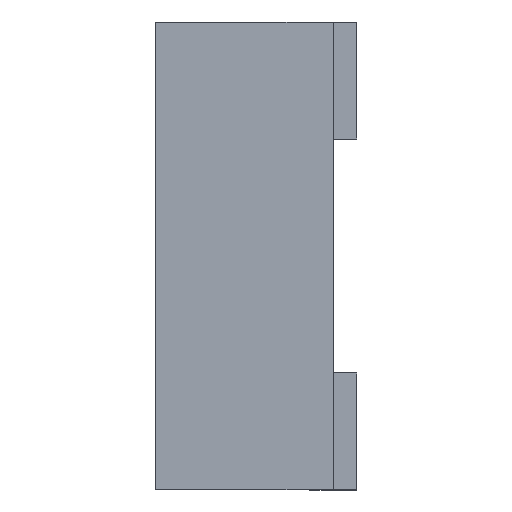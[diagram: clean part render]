
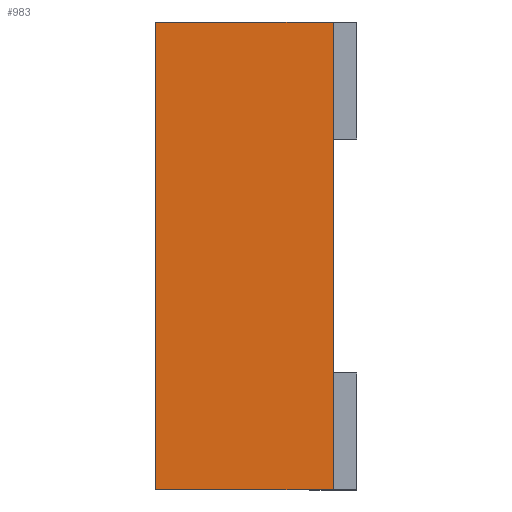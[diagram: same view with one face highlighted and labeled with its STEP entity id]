
A CAD part, left-side view. The second image highlights one B-rep face of the part: STEP entity #983.
In plain terms, the highlighted planar face has unit normal (-1, 0, 0).
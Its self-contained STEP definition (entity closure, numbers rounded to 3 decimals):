
#203 = LINE ( 'NONE', #579, #1029 ) ;
#207 = VECTOR ( 'NONE', #613, 1000. ) ;
#266 = LINE ( 'NONE', #515, #207 ) ;
#362 = LINE ( 'NONE', #1017, #2042 ) ;
#402 = ORIENTED_EDGE ( 'NONE', *, *, #1720, .T. ) ;
#504 = LINE ( 'NONE', #1008, #989 ) ;
#515 = CARTESIAN_POINT ( 'NONE',  ( -0.5, 0.38, 0.5 ) ) ;
#567 = CARTESIAN_POINT ( 'NONE',  ( -0.5, 0.38, -0.5 ) ) ;
#579 = CARTESIAN_POINT ( 'NONE',  ( -0.5, 0.38, -0.5 ) ) ;
#613 = DIRECTION ( 'NONE',  ( 0., 1., 0. ) ) ;
#637 = VERTEX_POINT ( 'NONE', #2091 ) ;
#686 = FACE_OUTER_BOUND ( 'NONE', #1779, .T. ) ;
#753 = DIRECTION ( 'NONE',  ( 0., -1., 0. ) ) ;
#816 = EDGE_CURVE ( 'NONE', #1145, #637, #504, .T. ) ;
#825 = PLANE ( 'NONE',  #1146 ) ;
#938 = VERTEX_POINT ( 'NONE', #1805 ) ;
#978 = DIRECTION ( 'NONE',  ( 0., 0., -1. ) ) ;
#983 = ADVANCED_FACE ( 'NONE', ( #686 ), #825, .F. ) ;
#989 = VECTOR ( 'NONE', #1015, 1000. ) ;
#1008 = CARTESIAN_POINT ( 'NONE',  ( -0.5, 0.38, 0. ) ) ;
#1015 = DIRECTION ( 'NONE',  ( 0., 0., 1. ) ) ;
#1017 = CARTESIAN_POINT ( 'NONE',  ( -0.5, 0., 0.5 ) ) ;
#1029 = VECTOR ( 'NONE', #753, 1000. ) ;
#1071 = DIRECTION ( 'NONE',  ( 0., 0., -1. ) ) ;
#1145 = VERTEX_POINT ( 'NONE', #567 ) ;
#1146 = AXIS2_PLACEMENT_3D ( 'NONE', #1944, #1650, #978 ) ;
#1419 = CARTESIAN_POINT ( 'NONE',  ( -0.5, 0., 0.5 ) ) ;
#1421 = EDGE_CURVE ( 'NONE', #1477, #938, #362, .T. ) ;
#1477 = VERTEX_POINT ( 'NONE', #1419 ) ;
#1650 = DIRECTION ( 'NONE',  ( 1., 0., 0. ) ) ;
#1691 = ORIENTED_EDGE ( 'NONE', *, *, #1421, .F. ) ;
#1720 = EDGE_CURVE ( 'NONE', #1477, #637, #266, .T. ) ;
#1779 = EDGE_LOOP ( 'NONE', ( #402, #2087, #1792, #1691 ) ) ;
#1792 = ORIENTED_EDGE ( 'NONE', *, *, #1999, .T. ) ;
#1805 = CARTESIAN_POINT ( 'NONE',  ( -0.5, 0., -0.5 ) ) ;
#1944 = CARTESIAN_POINT ( 'NONE',  ( -0.5, 0.38, 0.5 ) ) ;
#1999 = EDGE_CURVE ( 'NONE', #1145, #938, #203, .T. ) ;
#2042 = VECTOR ( 'NONE', #1071, 1000. ) ;
#2087 = ORIENTED_EDGE ( 'NONE', *, *, #816, .F. ) ;
#2091 = CARTESIAN_POINT ( 'NONE',  ( -0.5, 0.38, 0.5 ) ) ;
